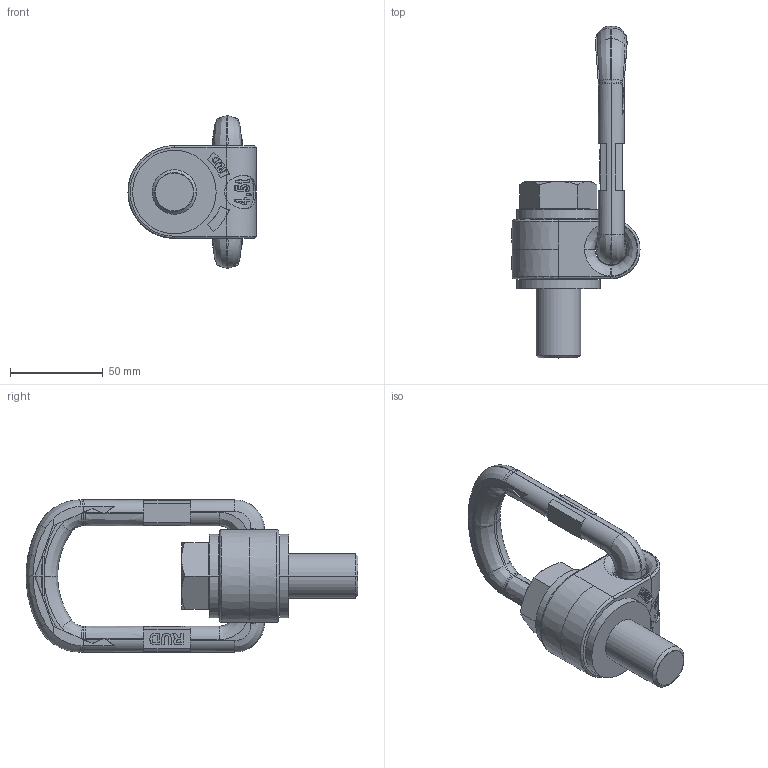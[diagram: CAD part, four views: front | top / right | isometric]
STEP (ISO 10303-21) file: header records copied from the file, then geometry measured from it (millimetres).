
FILE_DESCRIPTION((''),'2;1');
FILE_NAME('001-M35336-P-1_ASM','2016-09-27T',('Anja.Joas'),(''),'PRO/ENGINEER BY PARAMETRIC TECHNOLOGY CORPORATION, 2011490','PRO/ENGINEER BY PARAMETRIC TECHNOLOGY CORPORATION, 2011490','');
FILE_SCHEMA(('CONFIG_CONTROL_DESIGN'));
Length unit declared in the file: millimetre
Products named in the file (4): 001-M35336-P-2; 001-M35336-P-3; 001-M34906-P-1; 001-M35336-P-1_ASM
Assembly tree (3 placements, depth 2):
  001-M35336-P-1_ASM
    001-M35336-P-2
    001-M35336-P-3
    001-M34906-P-1
Bounding box: 69 x 178.85 x 82 mm (x, y, z)
Volume: 190294.7 mm3; surface area: 52506.5 mm2
Topology: 3 solids, 4 shells, 1023 faces, 2771 edges, 1799 vertices
Faces by surface type: plane 725, bspline 196, cylinder 79, torus 12, cone 10, extrusion 1
Entity records: 41239 total; most frequent: CARTESIAN_POINT 16779, ORIENTED_EDGE 5534, DIRECTION 4259, EDGE_CURVE 2769, VECTOR 2003, LINE 2002, VERTEX_POINT 1799, AXIS2_PLACEMENT_3D 1128
